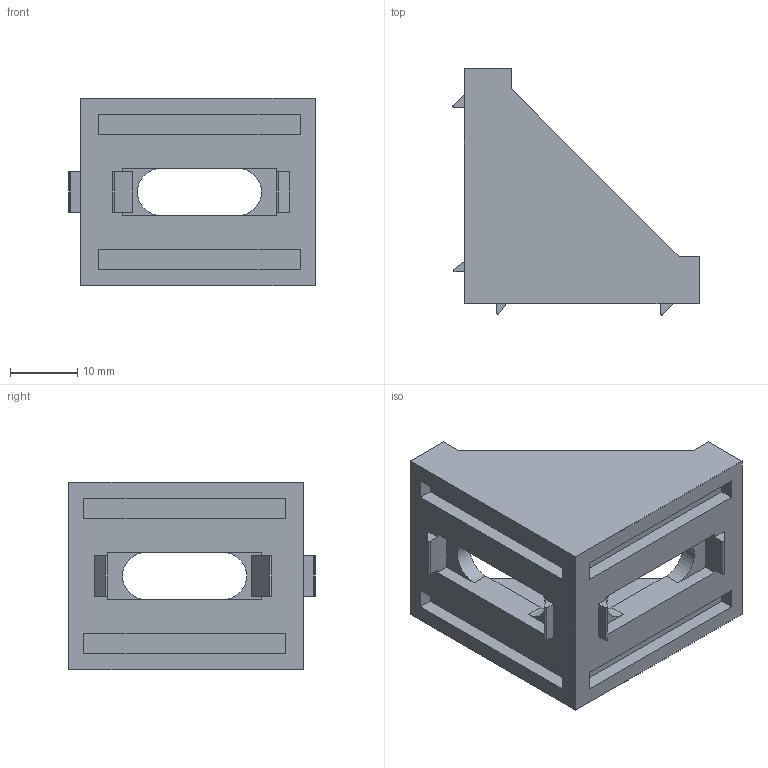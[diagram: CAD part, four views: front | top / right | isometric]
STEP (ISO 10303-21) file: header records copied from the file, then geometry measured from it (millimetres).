
FILE_DESCRIPTION(/* description */ (''),/* implementation_level */ '2;1');
FILE_NAME(/* name */ '30x30 angle bracker 1.step',/* time_stamp */ '2025-07-03T00:37:36+02:00',/* author */ (''),/* organization */ (''),/* preprocessor_version */ 'ST-DEVELOPER v20.1',/* originating_system */ 'Autodesk Translation Framework v14.10.0.0',/* authorisation */ '');
FILE_SCHEMA (('AUTOMOTIVE_DESIGN { 1 0 10303 214 3 1 1 }'));
Length unit declared in the file: millimetre
Products named in the file (1): 30-30 ANGLE BRACKET
Bounding box: 36.72 x 36.72 x 28 mm (x, y, z)
Volume: 10482.6 mm3; surface area: 6793.2 mm2
Topology: 1 solids, 1 shells, 72 faces, 198 edges, 132 vertices
Faces by surface type: plane 64, cylinder 8
Entity records: 2306 total; most frequent: CARTESIAN_POINT 403, ORIENTED_EDGE 396, DIRECTION 360, EDGE_CURVE 198, LINE 182, VECTOR 182, VERTEX_POINT 132, AXIS2_PLACEMENT_3D 89
